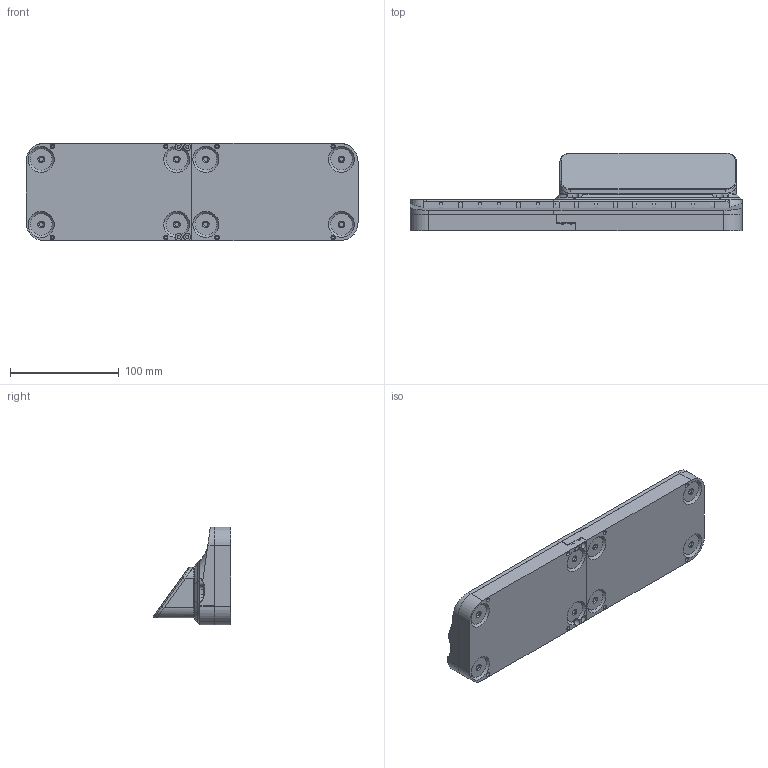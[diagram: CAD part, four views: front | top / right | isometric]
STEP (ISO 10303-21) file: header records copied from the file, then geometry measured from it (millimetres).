
FILE_DESCRIPTION(/* description */ (''),/* implementation_level */ '2;1');
FILE_NAME(/* name */ 'TR-Cowbell v1.2 v78.step',/* time_stamp */ '2023-01-30T08:19:17-05:00',/* author */ (''),/* organization */ (''),/* preprocessor_version */ 'ST-DEVELOPER v19.2',/* originating_system */ 'Autodesk Translation Framework v11.17.0.187',/* authorisation */ '');
FILE_SCHEMA (('AUTOMOTIVE_DESIGN { 1 0 10303 214 3 1 1 }'));
Length unit declared in the file: millimetre
Products named in the file (8): TR-Cowbell v1.2; Lower Enclosure; Alignment Pegs; Case Feet Embed; Top Enclosure; Top Left & Top Right Enclosure; Modular Bay; Component16
Assembly tree (7 placements, depth 4):
  TR-Cowbell v1.2
    Lower Enclosure
      Alignment Pegs
      Case Feet Embed
    Top Enclosure
      Top Left & Top Right Enclosure
      Modular Bay
        Component16
Bounding box: 306 x 71.52 x 90 mm (x, y, z)
Volume: 538050 mm3; surface area: 228293.9 mm2
Topology: 11 solids, 12 shells, 1048 faces, 2730 edges, 1758 vertices
Faces by surface type: plane 597, cylinder 272, bspline 97, cone 56, torus 26
Full cylindrical faces by diameter (mm): 2.5 x8, 3 x51, 4 x20, 4.044 x4, 4.068 x4, 5.939 x1, 5.993 x2, 6 x2, 6.014 x1, 6.5 x4, 7.5 x4
Entity records: 34675 total; most frequent: CARTESIAN_POINT 8579, ORIENTED_EDGE 5460, DIRECTION 5122, EDGE_CURVE 2730, LINE 1770, VECTOR 1770, VERTEX_POINT 1758, AXIS2_PLACEMENT_3D 1676
